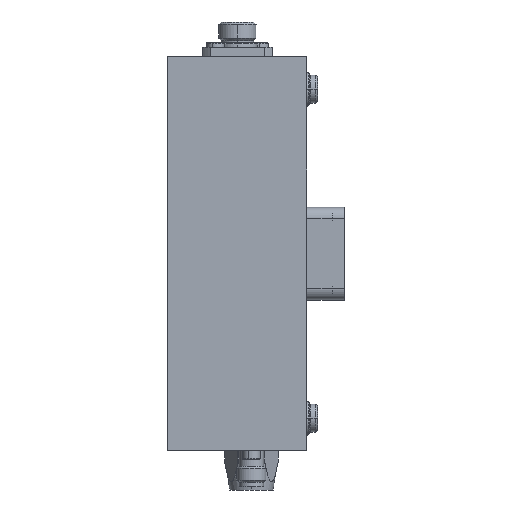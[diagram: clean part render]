
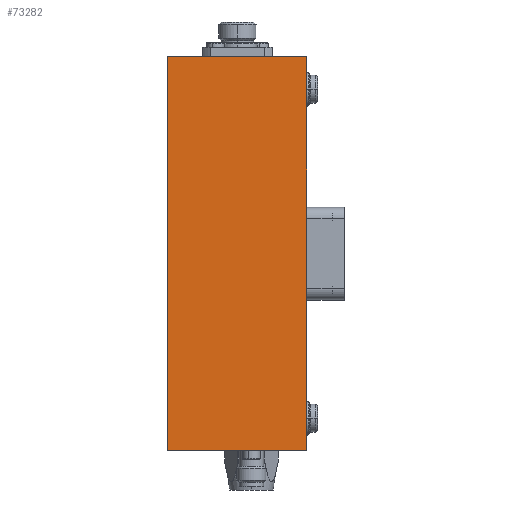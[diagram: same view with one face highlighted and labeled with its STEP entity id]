
A CAD part, left-side view. The second image highlights one B-rep face of the part: STEP entity #73282.
In plain terms, the highlighted planar face has unit normal (-1, 0, 0).
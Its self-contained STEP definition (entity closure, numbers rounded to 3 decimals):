
#11062 = CARTESIAN_POINT ( 'NONE',  ( -40., 30., -42.5 ) ) ;
#17198 = CARTESIAN_POINT ( 'NONE',  ( -40., 0., -42.5 ) ) ;
#17217 = LINE ( 'NONE', #17269, #17268 ) ;
#17267 = DIRECTION ( 'NONE',  ( 0., -1., 0. ) ) ;
#17268 = VECTOR ( 'NONE', #17267, 1000. ) ;
#17269 = CARTESIAN_POINT ( 'NONE',  ( -40., 30., -42.5 ) ) ;
#29394 = CARTESIAN_POINT ( 'NONE',  ( -40., 0., 42.5 ) ) ;
#32122 = AXIS2_PLACEMENT_3D ( 'NONE', #32165, #32150, #32149 ) ;
#32146 = VECTOR ( 'NONE', #32204, 1000. ) ;
#32147 = CARTESIAN_POINT ( 'NONE',  ( -40., 0., -42.5 ) ) ;
#32149 = DIRECTION ( 'NONE',  ( 0., 0., -1. ) ) ;
#32150 = DIRECTION ( 'NONE',  ( 1., 0., 0. ) ) ;
#32151 = LINE ( 'NONE', #32147, #32146 ) ;
#32155 = FACE_OUTER_BOUND ( 'NONE', #73190, .T. ) ;
#32165 = CARTESIAN_POINT ( 'NONE',  ( -40., 30., -42.5 ) ) ;
#32170 = PLANE ( 'NONE',  #32122 ) ;
#32204 = DIRECTION ( 'NONE',  ( 0., 0., 1. ) ) ;
#37681 = DIRECTION ( 'NONE',  ( 0., 0., 1. ) ) ;
#37682 = VECTOR ( 'NONE', #37681, 1000. ) ;
#37683 = CARTESIAN_POINT ( 'NONE',  ( -40., 30., -42.5 ) ) ;
#37684 = LINE ( 'NONE', #37683, #37682 ) ;
#37849 = CARTESIAN_POINT ( 'NONE',  ( -40., 30., 42.5 ) ) ;
#37855 = DIRECTION ( 'NONE',  ( 0., -1., 0. ) ) ;
#37856 = VECTOR ( 'NONE', #37855, 1000. ) ;
#37857 = CARTESIAN_POINT ( 'NONE',  ( -40., 30., 42.5 ) ) ;
#37858 = LINE ( 'NONE', #37857, #37856 ) ;
#56979 = VERTEX_POINT ( 'NONE', #11062 ) ;
#59041 = VERTEX_POINT ( 'NONE', #17198 ) ;
#59056 = EDGE_CURVE ( 'NONE', #56979, #59041, #17217, .T. ) ;
#62951 = VERTEX_POINT ( 'NONE', #29394 ) ;
#73177 = ORIENTED_EDGE ( 'NONE', *, *, #73285, .T. ) ;
#73190 = EDGE_LOOP ( 'NONE', ( #73177, #75265, #75778, #75801 ) ) ;
#73282 = ADVANCED_FACE ( 'NONE', ( #32155 ), #32170, .F. ) ;
#73285 = EDGE_CURVE ( 'NONE', #59041, #62951, #32151, .T. ) ;
#75265 = ORIENTED_EDGE ( 'NONE', *, *, #75877, .F. ) ;
#75778 = ORIENTED_EDGE ( 'NONE', *, *, #75792, .F. ) ;
#75792 = EDGE_CURVE ( 'NONE', #56979, #75883, #37684, .T. ) ;
#75801 = ORIENTED_EDGE ( 'NONE', *, *, #59056, .T. ) ;
#75877 = EDGE_CURVE ( 'NONE', #75883, #62951, #37858, .T. ) ;
#75883 = VERTEX_POINT ( 'NONE', #37849 ) ;
